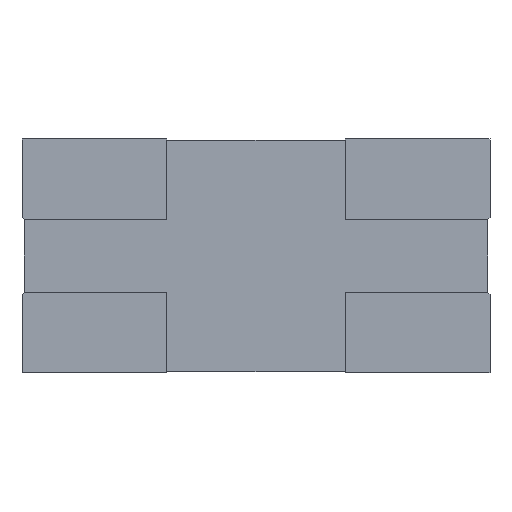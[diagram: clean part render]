
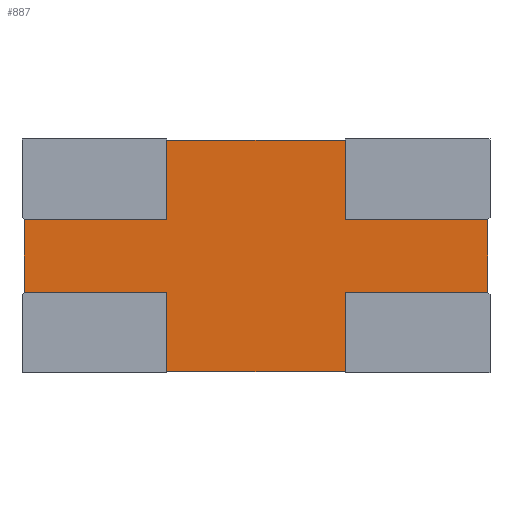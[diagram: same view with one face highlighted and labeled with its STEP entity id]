
A CAD part, front view. The second image highlights one B-rep face of the part: STEP entity #887.
In plain terms, the highlighted planar face has unit normal (0, -1, 0).
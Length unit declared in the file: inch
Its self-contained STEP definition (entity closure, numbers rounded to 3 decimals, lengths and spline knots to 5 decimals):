
#16=DIRECTION('',(0.,0.,1.));
#17=VECTOR('',#16,0.0196);
#18=CARTESIAN_POINT('',(-0.06237,-0.00936,-0.0098));
#19=LINE('',#18,#17);
#20=DIRECTION('',(-1.,0.,0.));
#21=VECTOR('',#20,0.03837);
#22=CARTESIAN_POINT('',(-0.024,-0.00936,0.0098));
#23=LINE('',#22,#21);
#24=DIRECTION('',(0.,0.,-1.));
#25=VECTOR('',#24,0.02139);
#26=CARTESIAN_POINT('',(-0.024,-0.00936,0.03119));
#27=LINE('',#26,#25);
#28=DIRECTION('',(1.,0.,0.));
#29=VECTOR('',#28,0.048);
#30=CARTESIAN_POINT('',(-0.024,-0.00936,0.03119));
#31=LINE('',#30,#29);
#32=DIRECTION('',(0.,0.,-1.));
#33=VECTOR('',#32,0.02139);
#34=CARTESIAN_POINT('',(0.024,-0.00936,0.03119));
#35=LINE('',#34,#33);
#36=DIRECTION('',(-1.,0.,0.));
#37=VECTOR('',#36,0.03837);
#38=CARTESIAN_POINT('',(0.06237,-0.00936,0.0098));
#39=LINE('',#38,#37);
#40=DIRECTION('',(0.,0.,1.));
#41=VECTOR('',#40,0.0196);
#42=CARTESIAN_POINT('',(0.06237,-0.00936,-0.0098));
#43=LINE('',#42,#41);
#44=DIRECTION('',(1.,0.,0.));
#45=VECTOR('',#44,0.03837);
#46=CARTESIAN_POINT('',(0.024,-0.00936,-0.0098));
#47=LINE('',#46,#45);
#48=DIRECTION('',(0.,0.,-1.));
#49=VECTOR('',#48,0.02139);
#50=CARTESIAN_POINT('',(0.024,-0.00936,-0.0098));
#51=LINE('',#50,#49);
#52=DIRECTION('',(-1.,0.,0.));
#53=VECTOR('',#52,0.048);
#54=CARTESIAN_POINT('',(0.024,-0.00936,-0.03119));
#55=LINE('',#54,#53);
#56=DIRECTION('',(0.,0.,-1.));
#57=VECTOR('',#56,0.02139);
#58=CARTESIAN_POINT('',(-0.024,-0.00936,-0.0098));
#59=LINE('',#58,#57);
#60=DIRECTION('',(1.,0.,0.));
#61=VECTOR('',#60,0.03837);
#62=CARTESIAN_POINT('',(-0.06237,-0.00936,-0.0098));
#63=LINE('',#62,#61);
#724=CARTESIAN_POINT('',(0.024,-0.00936,0.03119));
#725=VERTEX_POINT('',#724);
#729=CARTESIAN_POINT('',(-0.024,-0.00936,0.03119));
#731=VERTEX_POINT('',#729);
#740=CARTESIAN_POINT('',(0.024,-0.00936,-0.03119));
#741=VERTEX_POINT('',#740);
#745=CARTESIAN_POINT('',(-0.024,-0.00936,-0.03119));
#747=VERTEX_POINT('',#745);
#752=CARTESIAN_POINT('',(0.024,-0.00936,0.0098));
#754=VERTEX_POINT('',#752);
#756=CARTESIAN_POINT('',(0.024,-0.00936,-0.0098));
#758=VERTEX_POINT('',#756);
#761=CARTESIAN_POINT('',(-0.024,-0.00936,0.0098));
#763=VERTEX_POINT('',#761);
#765=CARTESIAN_POINT('',(-0.024,-0.00936,-0.0098));
#767=VERTEX_POINT('',#765);
#812=CARTESIAN_POINT('',(0.06237,-0.00936,-0.0098));
#813=VERTEX_POINT('',#812);
#836=CARTESIAN_POINT('',(-0.06237,-0.00936,0.0098));
#837=VERTEX_POINT('',#836);
#844=CARTESIAN_POINT('',(-0.06237,-0.00936,-0.0098));
#845=VERTEX_POINT('',#844);
#848=CARTESIAN_POINT('',(0.06237,-0.00936,0.0098));
#849=VERTEX_POINT('',#848);
#856=CARTESIAN_POINT('',(0.,-0.00936,0.));
#857=DIRECTION('',(0.,1.,0.));
#858=DIRECTION('',(1.,0.,0.));
#859=AXIS2_PLACEMENT_3D('',#856,#857,#858);
#860=PLANE('',#859);
#862=ORIENTED_EDGE('',*,*,#861,.T.);
#864=ORIENTED_EDGE('',*,*,#863,.F.);
#866=ORIENTED_EDGE('',*,*,#865,.F.);
#868=ORIENTED_EDGE('',*,*,#867,.T.);
#870=ORIENTED_EDGE('',*,*,#869,.T.);
#872=ORIENTED_EDGE('',*,*,#871,.F.);
#874=ORIENTED_EDGE('',*,*,#873,.F.);
#876=ORIENTED_EDGE('',*,*,#875,.F.);
#878=ORIENTED_EDGE('',*,*,#877,.T.);
#880=ORIENTED_EDGE('',*,*,#879,.T.);
#882=ORIENTED_EDGE('',*,*,#881,.F.);
#884=ORIENTED_EDGE('',*,*,#883,.F.);
#885=EDGE_LOOP('',(#862,#864,#866,#868,#870,#872,#874,#876,#878,#880,#882,
#884));
#886=FACE_OUTER_BOUND('',#885,.F.);
#861=EDGE_CURVE('',#845,#837,#19,.T.);
#863=EDGE_CURVE('',#763,#837,#23,.T.);
#865=EDGE_CURVE('',#731,#763,#27,.T.);
#867=EDGE_CURVE('',#731,#725,#31,.T.);
#869=EDGE_CURVE('',#725,#754,#35,.T.);
#871=EDGE_CURVE('',#849,#754,#39,.T.);
#873=EDGE_CURVE('',#813,#849,#43,.T.);
#875=EDGE_CURVE('',#758,#813,#47,.T.);
#877=EDGE_CURVE('',#758,#741,#51,.T.);
#879=EDGE_CURVE('',#741,#747,#55,.T.);
#881=EDGE_CURVE('',#767,#747,#59,.T.);
#883=EDGE_CURVE('',#845,#767,#63,.T.);
#887=ADVANCED_FACE('',(#886),#860,.F.);
